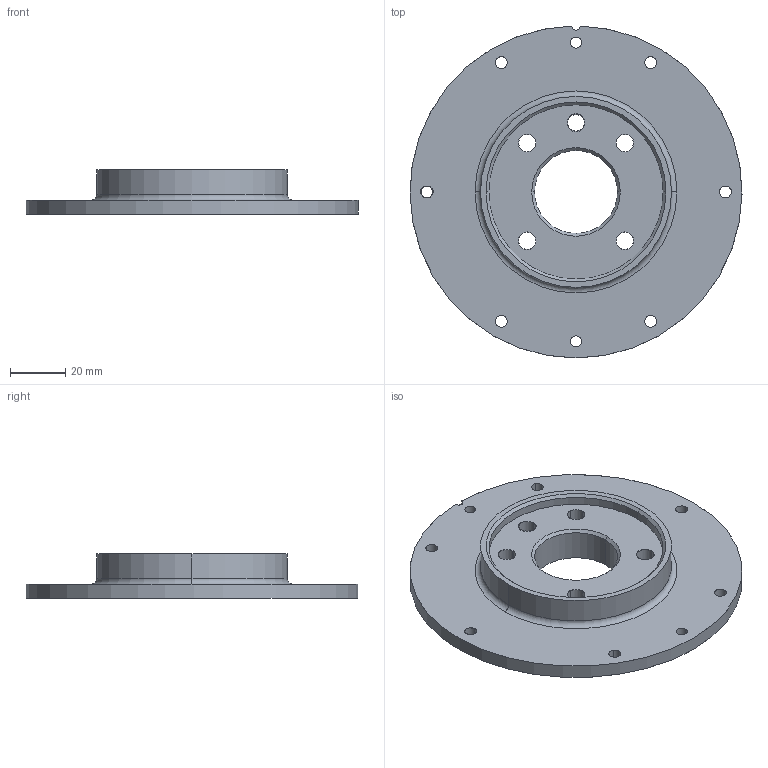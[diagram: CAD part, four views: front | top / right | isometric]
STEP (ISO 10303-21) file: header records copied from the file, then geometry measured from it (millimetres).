
FILE_DESCRIPTION((''),'2;1');
FILE_NAME('MG0001A0','2025-01-27T21:33:21',('sduddu'),(''),'CREO PARAMETRIC BY PTC INC, 2023014','CREO PARAMETRIC BY PTC INC, 2023014','');
FILE_SCHEMA(('AUTOMOTIVE_DESIGN { 1 0 10303 214 1 1 1 1 }'));
Length unit declared in the file: millimetre
Products named in the file (1): MG0001A0
Bounding box: 119.99 x 119.98 x 16 mm (x, y, z)
Volume: 144942.5 mm3; surface area: 57284.6 mm2
Topology: 2 solids, 2 shells, 112 faces, 276 edges, 180 vertices
Faces by surface type: cylinder 84, plane 16, cone 8, torus 4
Entity records: 5701 total; most frequent: DIRECTION 757, CARTESIAN_POINT 624, ORIENTED_EDGE 552, AXIS2_PLACEMENT_3D 318, PRESENTATION_STYLE_ASSIGNMENT 305, STYLED_ITEM 305, CURVE_STYLE 303, EDGE_CURVE 276
